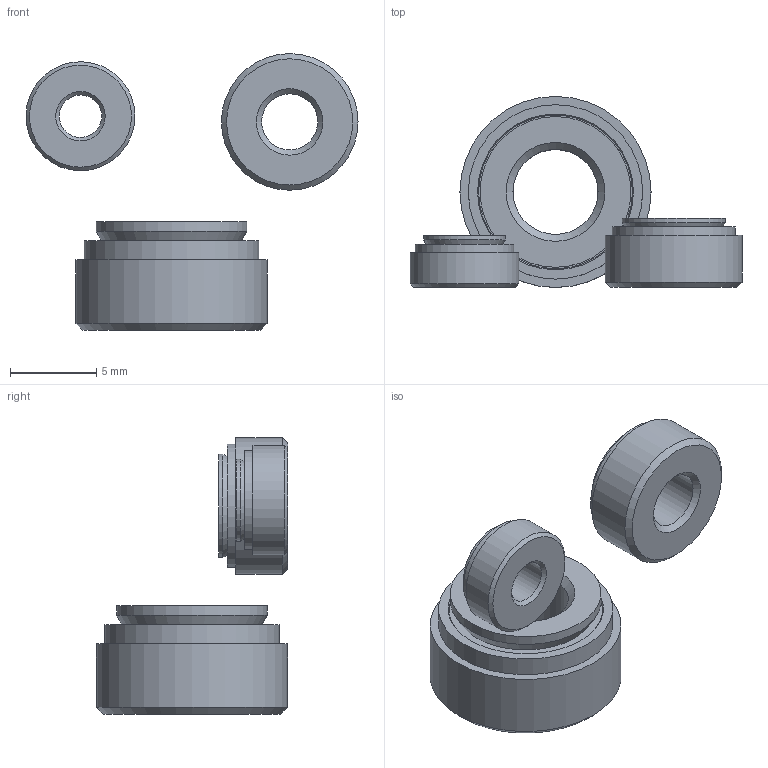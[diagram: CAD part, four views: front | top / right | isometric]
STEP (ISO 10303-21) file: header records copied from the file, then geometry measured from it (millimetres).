
FILE_DESCRIPTION(/* description */ (''),/* implementation_level */ '2;1');
FILE_NAME(/* name */ 'DR_CCN_M.stp',/* time_stamp */ '2023-05-31T11:38:22+09:00',/* author */ ('user'),/* organization */ (''),/* preprocessor_version */ 'ST-DEVELOPER v15.6',/* originating_system */ 'Autodesk Inventor 2015',/* authorisation */ '');
FILE_SCHEMA (('AUTOMOTIVE_DESIGN { 1 0 10303 214 3 1 1 }'));
Length unit declared in the file: millimetre
Products named in the file (4): CCN-M6-2; CCN-M3-1; CCN-M4-1; CCN_M
Bounding box: 19.2 x 11.05 x 16.01 mm (x, y, z)
Volume: 629.1 mm3; surface area: 808.4 mm2
Topology: 3 solids, 3 shells, 42 faces, 75 edges, 48 vertices
Faces by surface type: cone 15, plane 15, cylinder 12
Full cylindrical faces by diameter (mm): 2.459 x1, 3.242 x1, 4.73 x1, 4.917 x1, 5.715 x1, 5.97 x1, 6.3 x1, 7.135 x1, 7.9 x1, 8.72 x1, 10.085 x1, 11.05 x1
Entity records: 990 total; most frequent: DIRECTION 182, CARTESIAN_POINT 133, AXIS2_PLACEMENT_3D 91, EDGE_LOOP 84, ORIENTED_EDGE 84, FACE_BOUND 42, FACE_OUTER_BOUND 42, CIRCLE 42
